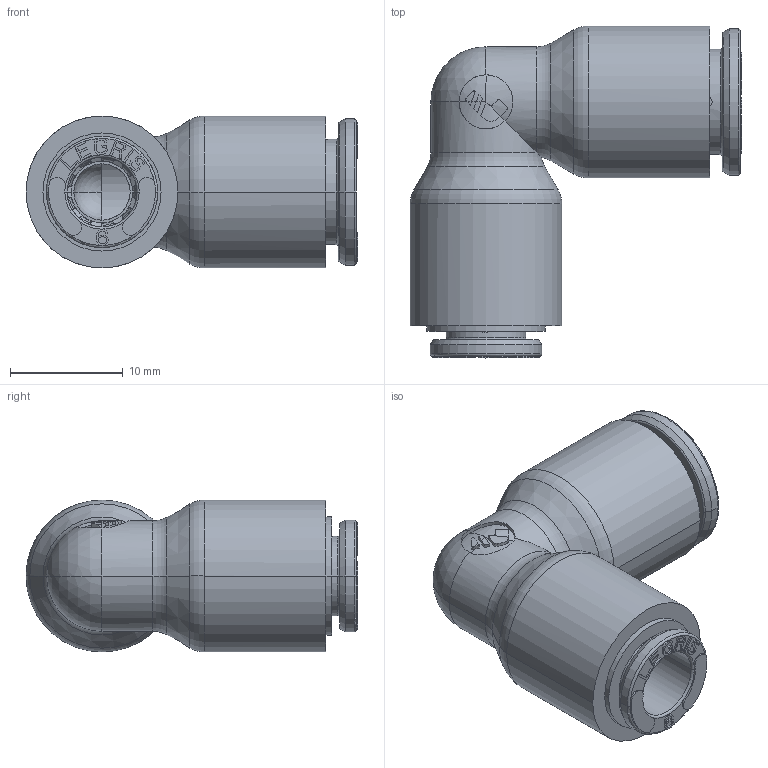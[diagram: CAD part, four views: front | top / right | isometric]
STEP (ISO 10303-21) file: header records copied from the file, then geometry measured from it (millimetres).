
FILE_DESCRIPTION(('STEP AP214'),'1');
FILE_NAME('6802_06_08.stp','2016-07-07T14:39:15',('TraceParts'),('TraceParts S.A.'),'Spatial InterOp 3D',' ',' ');
FILE_SCHEMA(('automotive_design'));
Length unit declared in the file: millimetre
Products named in the file (11): V802-06-08_ASM|Next assembly relationship#44108-19_ASM|Next assembly relationship#44108-30;44108-30; V802-06-08_ASM|Next assembly relationship#44108-19_ASM|Next assembly relationship#44108-32;44108-32; V802-06-08_ASM|Next assembly relationship#44108-19_ASM|Next assembly relationship#44108;44108; V802-06-08_ASM|Next assembly relationship#44108-19_ASM|Next assembly relationship#44108-40;44108-40; V802-06-08_ASM|Next assembly relationship#44126-43_ASM|Next assembly relationship#44126-10;44126-10; V802-06-08_ASM|Next assembly relationship#44126-43_ASM|Next assembly relationship#44106-27;44106-27; V802-06-08_ASM|Next assembly relationship#44126-43_ASM|Next assembly relationship#44126-20;44126-20; V802-06-08_ASM|Next assembly relationship#44126-43_ASM|Next assembly relationship#44106;44106; V802-06-08_ASM|Next assembly relationship#44518-49;44518-49; V802-06-08_ASM|Next assembly relationship#44108-11-10-ASM;44108-11-10-ASM; V802-06-08_ASM|Next assembly relationship#44106-11-10-ASM;44106-11-10-ASM
Bounding box: 29.5 x 29.5 x 13.5 mm (x, y, z)
Volume: 3316.8 mm3; surface area: 5660.9 mm2
Topology: 11 solids, 11 shells, 1260 faces, 3291 edges, 2086 vertices
Faces by surface type: plane 680, cylinder 168, cone 157, torus 136, bspline 108, sphere 11
Entity records: 42726 total; most frequent: CARTESIAN_POINT 12006, ORIENTED_EDGE 6566, DIRECTION 6073, EDGE_CURVE 3283, LINE 2115, VECTOR 2115, VERTEX_POINT 2086, AXIS2_PLACEMENT_3D 1979
